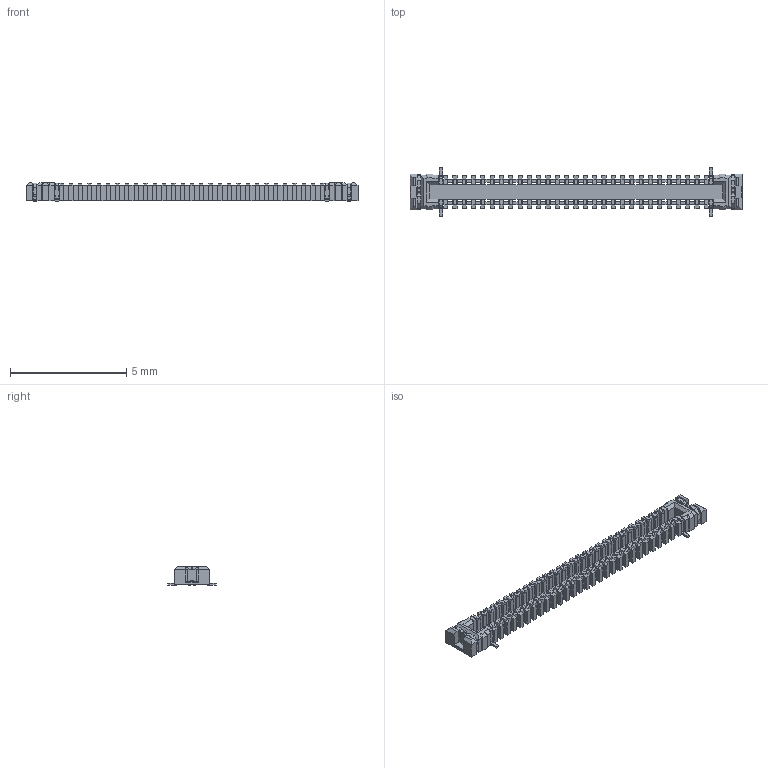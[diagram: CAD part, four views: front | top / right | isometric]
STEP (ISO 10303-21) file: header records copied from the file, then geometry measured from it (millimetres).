
FILE_DESCRIPTION(/* description */ (''),/* implementation_level */ '2;1');
FILE_NAME(/* name */ 'MOLEX_502430-6030.stp',/* time_stamp */ '2016-04-29T15:22:57+02:00',/* author */ ('riccim'),/* organization */ ('SolidWorks'),/* preprocessor_version */ 'ST-DEVELOPER v15.5',/* originating_system */ 'AutoCAD Mechanical',/* authorisation */ ' ');
FILE_SCHEMA (('AUTOMOTIVE_DESIGN { 1 0 10303 214 3 1 1 }'));
Length unit declared in the file: millimetre
Products named in the file (1): Product
Bounding box: 14.26 x 2.08 x 0.8 mm (x, y, z)
Volume: 7.4 mm3; surface area: 110.4 mm2
Topology: 9 solids, 9 shells, 1352 faces, 3453 edges, 2058 vertices
Faces by surface type: plane 1306, cylinder 46
Entity records: 39413 total; most frequent: ORIENTED_EDGE 6904, CARTESIAN_POINT 6864, DIRECTION 6275, EDGE_CURVE 3452, LINE 3337, VECTOR 3337, VERTEX_POINT 2056, AXIS2_PLACEMENT_3D 1469
